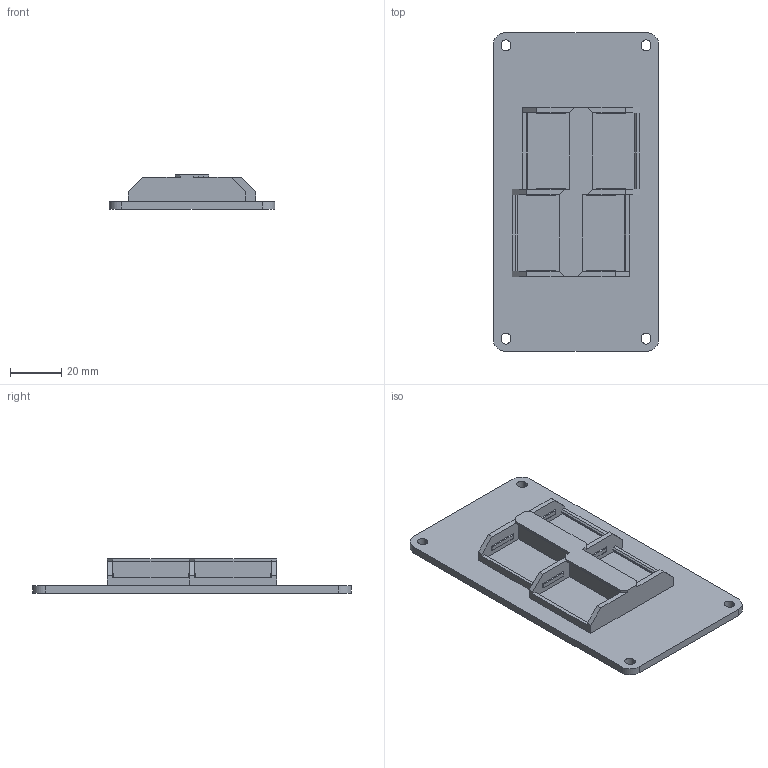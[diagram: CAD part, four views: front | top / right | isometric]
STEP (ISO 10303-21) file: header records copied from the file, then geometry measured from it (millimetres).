
FILE_DESCRIPTION(/* description */ (''),/* implementation_level */ '2;1');
FILE_NAME(/* name */ 'Lower Bay Tray - Wago Nuts - 5Px4.step',/* time_stamp */ '2022-11-03T05:20:34-05:00',/* author */ (''),/* organization */ (''),/* preprocessor_version */ 'ST-DEVELOPER v19.2',/* originating_system */ 'Autodesk Translation Framework v11.17.0.187',/* authorisation */ '');
FILE_SCHEMA (('AUTOMOTIVE_DESIGN { 1 0 10303 214 3 1 1 }'));
Length unit declared in the file: millimetre
Products named in the file (1): Tray
Bounding box: 65 x 125 x 13.5 mm (x, y, z)
Volume: 33168.6 mm3; surface area: 21932.9 mm2
Topology: 1 solids, 1 shells, 135 faces, 360 edges, 236 vertices
Faces by surface type: plane 123, cylinder 12
Entity records: 4178 total; most frequent: CARTESIAN_POINT 732, ORIENTED_EDGE 720, DIRECTION 656, EDGE_CURVE 360, LINE 336, VECTOR 336, VERTEX_POINT 236, AXIS2_PLACEMENT_3D 160
